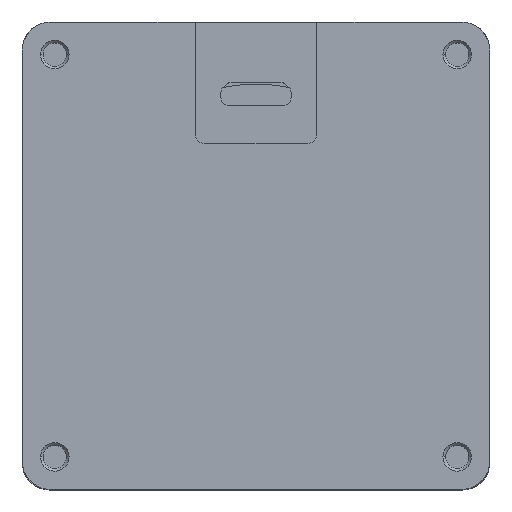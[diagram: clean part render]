
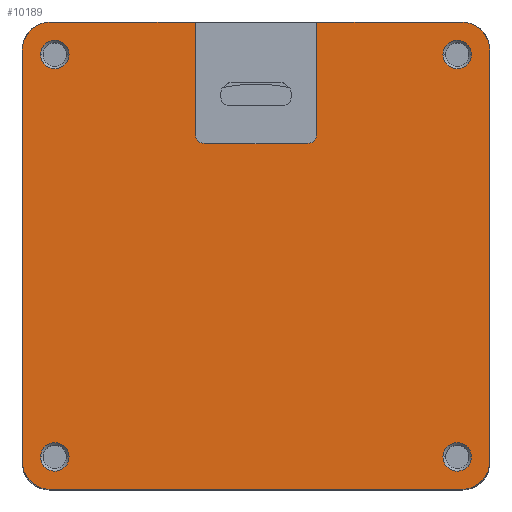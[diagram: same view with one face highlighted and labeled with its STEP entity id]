
A CAD part, top view. The second image highlights one B-rep face of the part: STEP entity #10189.
In plain terms, the highlighted planar face has unit normal (0, 0, 1).
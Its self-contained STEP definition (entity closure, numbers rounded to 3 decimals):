
#8719=DIRECTION('',(0.,1.,0.));
#8720=VECTOR('',#8719,44.);
#8721=CARTESIAN_POINT('',(-25.,-22.,0.));
#8722=LINE('',#8721,#8720);
#8723=DIRECTION('',(0.,1.,0.));
#8724=VECTOR('',#8723,12.);
#8725=CARTESIAN_POINT('',(-6.5,13.,0.));
#8726=LINE('',#8725,#8724);
#8727=CARTESIAN_POINT('',(-5.5,13.,0.));
#8728=DIRECTION('',(0.,0.,-1.));
#8729=DIRECTION('',(0.,-1.,0.));
#8730=AXIS2_PLACEMENT_3D('',#8727,#8728,#8729);
#8732=DIRECTION('',(-1.,0.,0.));
#8733=VECTOR('',#8732,11.);
#8734=CARTESIAN_POINT('',(5.5,12.,0.));
#8735=LINE('',#8734,#8733);
#8736=CARTESIAN_POINT('',(5.5,13.,0.));
#8737=DIRECTION('',(0.,0.,-1.));
#8738=DIRECTION('',(1.,0.,0.));
#8739=AXIS2_PLACEMENT_3D('',#8736,#8737,#8738);
#8741=DIRECTION('',(0.,-1.,0.));
#8742=VECTOR('',#8741,12.);
#8743=CARTESIAN_POINT('',(6.5,25.,0.));
#8744=LINE('',#8743,#8742);
#8745=CARTESIAN_POINT('',(22.,22.,0.));
#8746=DIRECTION('',(0.,0.,1.));
#8747=DIRECTION('',(1.,0.,0.));
#8748=AXIS2_PLACEMENT_3D('',#8745,#8746,#8747);
#8750=CARTESIAN_POINT('',(22.,-22.,0.));
#8751=DIRECTION('',(0.,0.,1.));
#8752=DIRECTION('',(0.,-1.,0.));
#8753=AXIS2_PLACEMENT_3D('',#8750,#8751,#8752);
#8755=CARTESIAN_POINT('',(-22.,-22.,0.));
#8756=DIRECTION('',(0.,0.,1.));
#8757=DIRECTION('',(-1.,0.,0.));
#8758=AXIS2_PLACEMENT_3D('',#8755,#8756,#8757);
#8760=CARTESIAN_POINT('',(-22.,22.,0.));
#8761=DIRECTION('',(0.,0.,1.));
#8762=DIRECTION('',(0.,1.,0.));
#8763=AXIS2_PLACEMENT_3D('',#8760,#8761,#8762);
#8765=CARTESIAN_POINT('',(-21.52,-21.52,0.));
#8766=DIRECTION('',(0.,0.,-1.));
#8767=DIRECTION('',(-1.,0.,0.));
#8768=AXIS2_PLACEMENT_3D('',#8765,#8766,#8767);
#8770=CARTESIAN_POINT('',(-21.52,-21.52,0.));
#8771=DIRECTION('',(0.,0.,-1.));
#8772=DIRECTION('',(1.,0.,0.));
#8773=AXIS2_PLACEMENT_3D('',#8770,#8771,#8772);
#8775=CARTESIAN_POINT('',(-21.52,21.52,0.));
#8776=DIRECTION('',(0.,0.,-1.));
#8777=DIRECTION('',(-1.,0.,0.));
#8778=AXIS2_PLACEMENT_3D('',#8775,#8776,#8777);
#8780=CARTESIAN_POINT('',(-21.52,21.52,0.));
#8781=DIRECTION('',(0.,0.,-1.));
#8782=DIRECTION('',(1.,0.,0.));
#8783=AXIS2_PLACEMENT_3D('',#8780,#8781,#8782);
#8785=CARTESIAN_POINT('',(21.52,21.52,0.));
#8786=DIRECTION('',(0.,0.,-1.));
#8787=DIRECTION('',(-1.,0.,0.));
#8788=AXIS2_PLACEMENT_3D('',#8785,#8786,#8787);
#8790=CARTESIAN_POINT('',(21.52,21.52,0.));
#8791=DIRECTION('',(0.,0.,-1.));
#8792=DIRECTION('',(1.,0.,0.));
#8793=AXIS2_PLACEMENT_3D('',#8790,#8791,#8792);
#8795=CARTESIAN_POINT('',(21.52,-21.52,0.));
#8796=DIRECTION('',(0.,0.,-1.));
#8797=DIRECTION('',(-1.,0.,0.));
#8798=AXIS2_PLACEMENT_3D('',#8795,#8796,#8797);
#8800=CARTESIAN_POINT('',(21.52,-21.52,0.));
#8801=DIRECTION('',(0.,0.,-1.));
#8802=DIRECTION('',(1.,0.,0.));
#8803=AXIS2_PLACEMENT_3D('',#8800,#8801,#8802);
#8805=DIRECTION('',(1.,0.,0.));
#8806=VECTOR('',#8805,15.5);
#8807=CARTESIAN_POINT('',(-22.,25.,0.));
#8808=LINE('',#8807,#8806);
#8809=DIRECTION('',(1.,0.,0.));
#8810=VECTOR('',#8809,15.5);
#8811=CARTESIAN_POINT('',(6.5,25.,0.));
#8812=LINE('',#8811,#8810);
#8989=DIRECTION('',(0.,-1.,0.));
#8990=VECTOR('',#8989,44.);
#8991=CARTESIAN_POINT('',(25.,22.,0.));
#8992=LINE('',#8991,#8990);
#9001=DIRECTION('',(-1.,0.,0.));
#9002=VECTOR('',#9001,44.);
#9003=CARTESIAN_POINT('',(22.,-25.,0.));
#9004=LINE('',#9003,#9002);
#9261=CARTESIAN_POINT('',(-19.995,21.52,0.));
#9262=CARTESIAN_POINT('',(-23.045,21.52,0.));
#9263=VERTEX_POINT('',#9261);
#9264=VERTEX_POINT('',#9262);
#9281=CARTESIAN_POINT('',(23.045,21.52,0.));
#9283=VERTEX_POINT('',#9281);
#9285=CARTESIAN_POINT('',(6.5,25.,0.));
#9286=CARTESIAN_POINT('',(6.5,13.,0.));
#9287=VERTEX_POINT('',#9285);
#9288=VERTEX_POINT('',#9286);
#9300=CARTESIAN_POINT('',(-25.,22.,0.));
#9302=VERTEX_POINT('',#9300);
#9304=CARTESIAN_POINT('',(25.,-22.,0.));
#9306=VERTEX_POINT('',#9304);
#9307=CARTESIAN_POINT('',(19.995,-21.52,0.));
#9308=CARTESIAN_POINT('',(23.045,-21.52,0.));
#9309=VERTEX_POINT('',#9307);
#9310=VERTEX_POINT('',#9308);
#9327=CARTESIAN_POINT('',(-23.045,-21.52,0.));
#9329=VERTEX_POINT('',#9327);
#9333=CARTESIAN_POINT('',(-19.995,-21.52,0.));
#9334=VERTEX_POINT('',#9333);
#9335=CARTESIAN_POINT('',(19.995,21.52,0.));
#9337=VERTEX_POINT('',#9335);
#9339=CARTESIAN_POINT('',(-22.,25.,0.));
#9340=VERTEX_POINT('',#9339);
#9343=CARTESIAN_POINT('',(-6.5,25.,0.));
#9344=VERTEX_POINT('',#9343);
#9347=CARTESIAN_POINT('',(22.,25.,0.));
#9348=VERTEX_POINT('',#9347);
#9351=CARTESIAN_POINT('',(-25.,-22.,0.));
#9353=VERTEX_POINT('',#9351);
#9357=CARTESIAN_POINT('',(25.,22.,0.));
#9358=VERTEX_POINT('',#9357);
#9359=CARTESIAN_POINT('',(5.5,12.,0.));
#9360=CARTESIAN_POINT('',(-5.5,12.,0.));
#9361=VERTEX_POINT('',#9359);
#9362=VERTEX_POINT('',#9360);
#9375=CARTESIAN_POINT('',(-22.,-25.,0.));
#9376=VERTEX_POINT('',#9375);
#9377=CARTESIAN_POINT('',(22.,-25.,0.));
#9378=VERTEX_POINT('',#9377);
#9379=CARTESIAN_POINT('',(-6.5,13.,0.));
#9380=VERTEX_POINT('',#9379);
#10131=CARTESIAN_POINT('',(0.,0.,0.));
#10132=DIRECTION('',(0.,0.,-1.));
#10133=DIRECTION('',(-1.,0.,0.));
#10134=AXIS2_PLACEMENT_3D('',#10131,#10132,#10133);
#10135=PLANE('',#10134);
#10137=ORIENTED_EDGE('',*,*,#10136,.T.);
#10139=ORIENTED_EDGE('',*,*,#10138,.F.);
#10141=ORIENTED_EDGE('',*,*,#10140,.F.);
#10143=ORIENTED_EDGE('',*,*,#10142,.F.);
#10145=ORIENTED_EDGE('',*,*,#10144,.F.);
#10147=ORIENTED_EDGE('',*,*,#10146,.F.);
#10149=ORIENTED_EDGE('',*,*,#10148,.T.);
#10151=ORIENTED_EDGE('',*,*,#10150,.F.);
#10153=ORIENTED_EDGE('',*,*,#10152,.T.);
#10155=ORIENTED_EDGE('',*,*,#10154,.F.);
#10157=ORIENTED_EDGE('',*,*,#10156,.T.);
#10159=ORIENTED_EDGE('',*,*,#10158,.F.);
#10160=ORIENTED_EDGE('',*,*,#10121,.T.);
#10162=ORIENTED_EDGE('',*,*,#10161,.F.);
#10163=EDGE_LOOP('',(#10137,#10139,#10141,#10143,#10145,#10147,#10149,#10151,
#10153,#10155,#10157,#10159,#10160,#10162));
#10164=FACE_OUTER_BOUND('',#10163,.F.);
#10166=ORIENTED_EDGE('',*,*,#10165,.F.);
#10168=ORIENTED_EDGE('',*,*,#10167,.F.);
#10169=EDGE_LOOP('',(#10166,#10168));
#10170=FACE_BOUND('',#10169,.F.);
#10172=ORIENTED_EDGE('',*,*,#10171,.F.);
#10174=ORIENTED_EDGE('',*,*,#10173,.F.);
#10175=EDGE_LOOP('',(#10172,#10174));
#10176=FACE_BOUND('',#10175,.F.);
#10178=ORIENTED_EDGE('',*,*,#10177,.F.);
#10180=ORIENTED_EDGE('',*,*,#10179,.F.);
#10181=EDGE_LOOP('',(#10178,#10180));
#10182=FACE_BOUND('',#10181,.F.);
#10184=ORIENTED_EDGE('',*,*,#10183,.F.);
#10186=ORIENTED_EDGE('',*,*,#10185,.F.);
#10187=EDGE_LOOP('',(#10184,#10186));
#10188=FACE_BOUND('',#10187,.F.);
#10189=ADVANCED_FACE('',(#10164,#10170,#10176,#10182,#10188),#10135,.F.);
#8731=CIRCLE('',#8730,1.);
#8740=CIRCLE('',#8739,1.);
#8749=CIRCLE('',#8748,3.);
#8754=CIRCLE('',#8753,3.);
#8759=CIRCLE('',#8758,3.);
#8764=CIRCLE('',#8763,3.);
#8769=CIRCLE('',#8768,1.525);
#8774=CIRCLE('',#8773,1.525);
#8779=CIRCLE('',#8778,1.525);
#8784=CIRCLE('',#8783,1.525);
#8789=CIRCLE('',#8788,1.525);
#8794=CIRCLE('',#8793,1.525);
#8799=CIRCLE('',#8798,1.525);
#8804=CIRCLE('',#8803,1.525);
#10121=EDGE_CURVE('',#9353,#9302,#8722,.T.);
#10136=EDGE_CURVE('',#9340,#9344,#8808,.T.);
#10138=EDGE_CURVE('',#9380,#9344,#8726,.T.);
#10140=EDGE_CURVE('',#9362,#9380,#8731,.T.);
#10142=EDGE_CURVE('',#9361,#9362,#8735,.T.);
#10144=EDGE_CURVE('',#9288,#9361,#8740,.T.);
#10146=EDGE_CURVE('',#9287,#9288,#8744,.T.);
#10148=EDGE_CURVE('',#9287,#9348,#8812,.T.);
#10150=EDGE_CURVE('',#9358,#9348,#8749,.T.);
#10152=EDGE_CURVE('',#9358,#9306,#8992,.T.);
#10154=EDGE_CURVE('',#9378,#9306,#8754,.T.);
#10156=EDGE_CURVE('',#9378,#9376,#9004,.T.);
#10158=EDGE_CURVE('',#9353,#9376,#8759,.T.);
#10161=EDGE_CURVE('',#9340,#9302,#8764,.T.);
#10165=EDGE_CURVE('',#9329,#9334,#8769,.T.);
#10167=EDGE_CURVE('',#9334,#9329,#8774,.T.);
#10171=EDGE_CURVE('',#9264,#9263,#8779,.T.);
#10173=EDGE_CURVE('',#9263,#9264,#8784,.T.);
#10177=EDGE_CURVE('',#9337,#9283,#8789,.T.);
#10179=EDGE_CURVE('',#9283,#9337,#8794,.T.);
#10183=EDGE_CURVE('',#9309,#9310,#8799,.T.);
#10185=EDGE_CURVE('',#9310,#9309,#8804,.T.);
